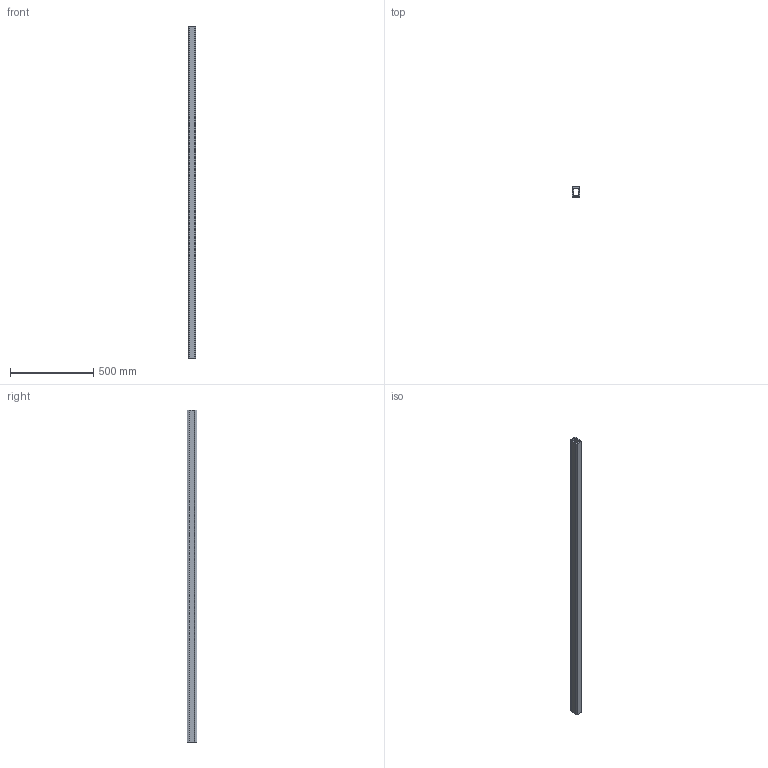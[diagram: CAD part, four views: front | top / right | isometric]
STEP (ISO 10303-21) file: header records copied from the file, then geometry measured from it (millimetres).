
FILE_DESCRIPTION((''),'2;1');
FILE_NAME('ROHRPROFIL_45X60_GESCHL_L_2000','2010-08-31T',('M.Fehring'),(''),'PRO/ENGINEER BY PARAMETRIC TECHNOLOGY CORPORATION, 2005070','PRO/ENGINEER BY PARAMETRIC TECHNOLOGY CORPORATION, 2005070','');
FILE_SCHEMA(('AUTOMOTIVE_DESIGN_CC2 { 1 2 10303 214 -1 1 5 2 }'));
Length unit declared in the file: millimetre
Products named in the file (1): ROHRPROFIL_45X60_GESCHL_L_2000
Bounding box: 45 x 60 x 2000 mm (x, y, z)
Volume: 2586369.6 mm3; surface area: 676413.6 mm2
Topology: 1 solids, 1 shells, 30 faces, 84 edges, 56 vertices
Faces by surface type: plane 26, cylinder 4
Entity records: 1270 total; most frequent: CARTESIAN_POINT 170, ORIENTED_EDGE 168, DIRECTION 152, PRESENTATION_STYLE_ASSIGNMENT 85, STYLED_ITEM 85, CURVE_STYLE 84, EDGE_CURVE 84, VECTOR 76
